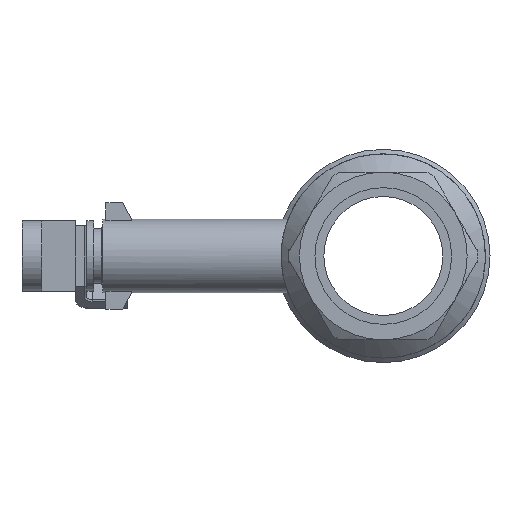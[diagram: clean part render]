
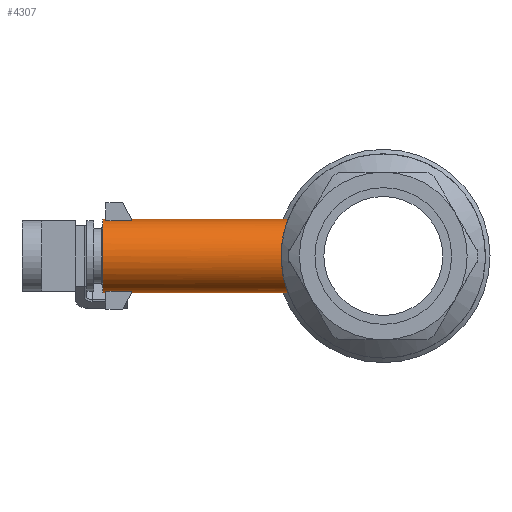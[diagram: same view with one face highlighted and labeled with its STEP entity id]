
A CAD part, front view. The second image highlights one B-rep face of the part: STEP entity #4307.
In plain terms, the highlighted cylindrical face has radius 12 mm (diameter 24 mm), a full revolution.
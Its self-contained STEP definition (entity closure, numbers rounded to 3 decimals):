
#18=ELLIPSE('',#4622,13.591,12.);
#19=ELLIPSE('',#4625,13.591,12.);
#116=B_SPLINE_CURVE_WITH_KNOTS('',3,(#6359,#6360,#6361,#6362,#6363,#6364,
#6365,#6366,#6367,#6368,#6369,#6370,#6371,#6372,#6373,#6374,#6375,#6376),
 .UNSPECIFIED.,.F.,.F.,(4,1,1,1,1,1,1,1,1,1,1,1,1,1,1,4),(0.063,
0.071,0.075,0.079,0.083,
0.087,0.091,0.095,0.099,
0.103,0.106,0.11,0.114,
0.118,0.122,0.126),.UNSPECIFIED.);
#117=B_SPLINE_CURVE_WITH_KNOTS('',3,(#6381,#6382,#6383,#6384,#6385),
 .UNSPECIFIED.,.F.,.F.,(4,1,4),(0.,0.004,
0.007),.UNSPECIFIED.);
#118=B_SPLINE_CURVE_WITH_KNOTS('',3,(#6388,#6389,#6390,#6391,#6392),
 .UNSPECIFIED.,.F.,.F.,(4,1,4),(0.007,0.01,0.013),
 .UNSPECIFIED.);
#343=LINE('',#6403,#544);
#344=LINE('',#6409,#545);
#345=LINE('',#6412,#546);
#346=LINE('',#6418,#547);
#544=VECTOR('',#5200,1000.);
#545=VECTOR('',#5205,1000.);
#546=VECTOR('',#5208,1000.);
#547=VECTOR('',#5213,1000.);
#1000=ORIENTED_EDGE('',*,*,#1773,.F.);
#1001=ORIENTED_EDGE('',*,*,#1762,.T.);
#1002=ORIENTED_EDGE('',*,*,#1774,.T.);
#1003=ORIENTED_EDGE('',*,*,#1775,.T.);
#1004=ORIENTED_EDGE('',*,*,#1776,.F.);
#1005=ORIENTED_EDGE('',*,*,#1777,.F.);
#1006=ORIENTED_EDGE('',*,*,#1778,.F.);
#1007=ORIENTED_EDGE('',*,*,#1759,.T.);
#1008=ORIENTED_EDGE('',*,*,#1779,.T.);
#1009=ORIENTED_EDGE('',*,*,#1780,.T.);
#1010=ORIENTED_EDGE('',*,*,#1781,.F.);
#1011=ORIENTED_EDGE('',*,*,#1782,.F.);
#1012=ORIENTED_EDGE('',*,*,#1783,.F.);
#1013=ORIENTED_EDGE('',*,*,#1767,.F.);
#1014=ORIENTED_EDGE('',*,*,#1765,.T.);
#1015=ORIENTED_EDGE('',*,*,#1769,.F.);
#1759=EDGE_CURVE('',#2153,#2155,#2405,.T.);
#1762=EDGE_CURVE('',#2156,#2158,#2406,.T.);
#1765=EDGE_CURVE('',#2161,#2162,#116,.T.);
#1767=EDGE_CURVE('',#2161,#2163,#117,.T.);
#1769=EDGE_CURVE('',#2163,#2162,#118,.T.);
#1773=EDGE_CURVE('',#2156,#2167,#343,.F.);
#1774=EDGE_CURVE('',#2158,#2168,#18,.T.);
#1775=EDGE_CURVE('',#2168,#2169,#2414,.T.);
#1776=EDGE_CURVE('',#2170,#2169,#344,.T.);
#1777=EDGE_CURVE('',#2167,#2170,#2415,.T.);
#1778=EDGE_CURVE('',#2153,#2171,#345,.F.);
#1779=EDGE_CURVE('',#2155,#2172,#19,.T.);
#1780=EDGE_CURVE('',#2172,#2173,#2416,.T.);
#1781=EDGE_CURVE('',#2174,#2173,#346,.T.);
#1782=EDGE_CURVE('',#2171,#2174,#2417,.T.);
#1783=EDGE_CURVE('',#2175,#2175,#2418,.T.);
#2153=VERTEX_POINT('',#6341);
#2155=VERTEX_POINT('',#6344);
#2156=VERTEX_POINT('',#6348);
#2158=VERTEX_POINT('',#6351);
#2161=VERTEX_POINT('',#6377);
#2162=VERTEX_POINT('',#6378);
#2163=VERTEX_POINT('',#6386);
#2167=VERTEX_POINT('',#6404);
#2168=VERTEX_POINT('',#6406);
#2169=VERTEX_POINT('',#6408);
#2170=VERTEX_POINT('',#6410);
#2171=VERTEX_POINT('',#6413);
#2172=VERTEX_POINT('',#6415);
#2173=VERTEX_POINT('',#6417);
#2174=VERTEX_POINT('',#6419);
#2175=VERTEX_POINT('',#6422);
#2405=CIRCLE('',#4605,12.);
#2406=CIRCLE('',#4607,12.);
#2414=CIRCLE('',#4623,12.);
#2415=CIRCLE('',#4624,12.);
#2416=CIRCLE('',#4626,12.);
#2417=CIRCLE('',#4627,12.);
#2418=CIRCLE('',#4628,12.);
#2591=EDGE_LOOP('',(#1000,#1001,#1002,#1003,#1004,#1005));
#2592=EDGE_LOOP('',(#1006,#1007,#1008,#1009,#1010,#1011));
#2593=EDGE_LOOP('',(#1012));
#2594=EDGE_LOOP('',(#1013,#1014,#1015));
#2863=FACE_BOUND('',#2591,.T.);
#2864=FACE_BOUND('',#2592,.T.);
#2865=FACE_BOUND('',#2593,.T.);
#2866=FACE_BOUND('',#2594,.T.);
#3066=CYLINDRICAL_SURFACE('',#4621,12.);
#4307=ADVANCED_FACE('',(#2863,#2864,#2865,#2866),#3066,.T.);
#4605=AXIS2_PLACEMENT_3D('',#6345,#5164,#5165);
#4607=AXIS2_PLACEMENT_3D('',#6352,#5170,#5171);
#4621=AXIS2_PLACEMENT_3D('',#6402,#5198,#5199);
#4622=AXIS2_PLACEMENT_3D('',#6405,#5201,#5202);
#4623=AXIS2_PLACEMENT_3D('',#6407,#5203,#5204);
#4624=AXIS2_PLACEMENT_3D('',#6411,#5206,#5207);
#4625=AXIS2_PLACEMENT_3D('',#6414,#5209,#5210);
#4626=AXIS2_PLACEMENT_3D('',#6416,#5211,#5212);
#4627=AXIS2_PLACEMENT_3D('',#6420,#5214,#5215);
#4628=AXIS2_PLACEMENT_3D('',#6421,#5216,#5217);
#5164=DIRECTION('',(1.,0.,0.));
#5165=DIRECTION('',(0.,0.,-1.));
#5170=DIRECTION('',(1.,0.,0.));
#5171=DIRECTION('',(0.,0.,-1.));
#5198=DIRECTION('',(1.,0.,0.));
#5199=DIRECTION('',(0.,0.,-1.));
#5200=DIRECTION('',(1.,0.,0.));
#5201=DIRECTION('',(0.883,0.,0.469));
#5202=DIRECTION('',(0.469,0.,-0.883));
#5203=DIRECTION('',(1.,0.,0.));
#5204=DIRECTION('',(0.,0.,-1.));
#5205=DIRECTION('',(1.,0.,0.));
#5206=DIRECTION('',(1.,0.,0.));
#5207=DIRECTION('',(0.,0.,-1.));
#5208=DIRECTION('',(1.,0.,0.));
#5209=DIRECTION('',(0.883,0.,-0.469));
#5210=DIRECTION('',(0.469,0.,0.883));
#5211=DIRECTION('',(1.,0.,0.));
#5212=DIRECTION('',(0.,0.,-1.));
#5213=DIRECTION('',(1.,0.,0.));
#5214=DIRECTION('',(1.,0.,0.));
#5215=DIRECTION('',(0.,0.,-1.));
#5216=DIRECTION('',(-1.,0.,0.));
#5217=DIRECTION('',(0.,1.,0.));
#6341=CARTESIAN_POINT('',(-82.5,-3.,-11.619));
#6344=CARTESIAN_POINT('',(-82.5,-1.842,-11.858));
#6345=CARTESIAN_POINT('',(-82.5,0.,0.));
#6348=CARTESIAN_POINT('',(-82.5,3.,11.619));
#6351=CARTESIAN_POINT('',(-82.5,1.842,11.858));
#6352=CARTESIAN_POINT('',(-82.5,0.,0.));
#6359=CARTESIAN_POINT('',(-32.992,10.5,-5.809));
#6360=CARTESIAN_POINT('',(-32.586,9.223,-8.117));
#6361=CARTESIAN_POINT('',(-31.713,6.18,-10.877));
#6362=CARTESIAN_POINT('',(-31.204,0.968,-12.185));
#6363=CARTESIAN_POINT('',(-31.346,-3.069,-11.831));
#6364=CARTESIAN_POINT('',(-31.938,-6.728,-10.196));
#6365=CARTESIAN_POINT('',(-32.703,-9.642,-7.5));
#6366=CARTESIAN_POINT('',(-33.335,-11.549,-3.993));
#6367=CARTESIAN_POINT('',(-33.582,-12.224,-0.007));
#6368=CARTESIAN_POINT('',(-33.336,-11.553,3.985));
#6369=CARTESIAN_POINT('',(-32.703,-9.643,7.5));
#6370=CARTESIAN_POINT('',(-31.938,-6.729,10.195));
#6371=CARTESIAN_POINT('',(-31.347,-3.078,11.828));
#6372=CARTESIAN_POINT('',(-31.204,0.958,12.187));
#6373=CARTESIAN_POINT('',(-31.585,4.875,11.205));
#6374=CARTESIAN_POINT('',(-32.298,8.219,9.036));
#6375=CARTESIAN_POINT('',(-32.79,9.864,6.959));
#6376=CARTESIAN_POINT('',(-32.992,10.5,5.809));
#6377=CARTESIAN_POINT('',(-32.992,10.5,-5.809));
#6378=CARTESIAN_POINT('',(-32.992,10.5,5.809));
#6381=CARTESIAN_POINT('',(-32.992,10.5,-5.809));
#6382=CARTESIAN_POINT('',(-33.58,10.941,-5.013));
#6383=CARTESIAN_POINT('',(-34.593,11.697,-3.222));
#6384=CARTESIAN_POINT('',(-35.,12.,-1.078));
#6385=CARTESIAN_POINT('',(-35.,12.,0.));
#6386=CARTESIAN_POINT('',(-35.,12.,0.));
#6388=CARTESIAN_POINT('',(-35.,12.,0.));
#6389=CARTESIAN_POINT('',(-35.,12.,1.075));
#6390=CARTESIAN_POINT('',(-34.593,11.698,3.221));
#6391=CARTESIAN_POINT('',(-33.58,10.941,5.013));
#6392=CARTESIAN_POINT('',(-32.992,10.5,5.809));
#6402=CARTESIAN_POINT('',(-92.,0.,0.));
#6403=CARTESIAN_POINT('',(-92.,3.,11.619));
#6404=CARTESIAN_POINT('',(-91.,3.,11.619));
#6405=CARTESIAN_POINT('',(-76.195,0.,0.));
#6406=CARTESIAN_POINT('',(-82.5,-1.842,11.858));
#6407=CARTESIAN_POINT('',(-82.5,0.,0.));
#6408=CARTESIAN_POINT('',(-82.5,-3.,11.619));
#6409=CARTESIAN_POINT('',(-92.,-3.,11.619));
#6410=CARTESIAN_POINT('',(-91.,-3.,11.619));
#6411=CARTESIAN_POINT('',(-91.,0.,0.));
#6412=CARTESIAN_POINT('',(-92.,-3.,-11.619));
#6413=CARTESIAN_POINT('',(-91.,-3.,-11.619));
#6414=CARTESIAN_POINT('',(-76.195,0.,0.));
#6415=CARTESIAN_POINT('',(-82.5,1.842,-11.858));
#6416=CARTESIAN_POINT('',(-82.5,0.,0.));
#6417=CARTESIAN_POINT('',(-82.5,3.,-11.619));
#6418=CARTESIAN_POINT('',(-92.,3.,-11.619));
#6419=CARTESIAN_POINT('',(-91.,3.,-11.619));
#6420=CARTESIAN_POINT('',(-91.,0.,0.));
#6421=CARTESIAN_POINT('',(-92.,0.,0.));
#6422=CARTESIAN_POINT('',(-92.,12.,0.));
